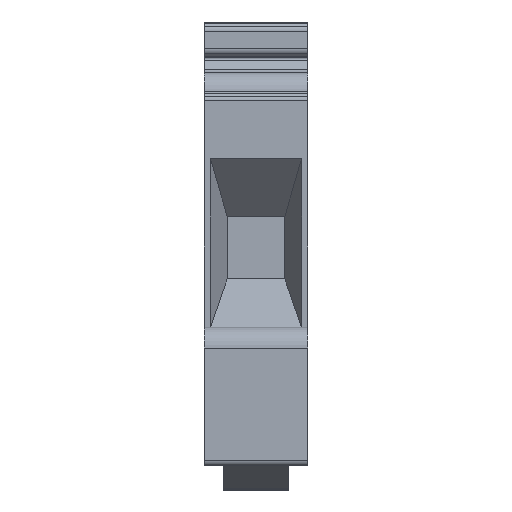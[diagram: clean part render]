
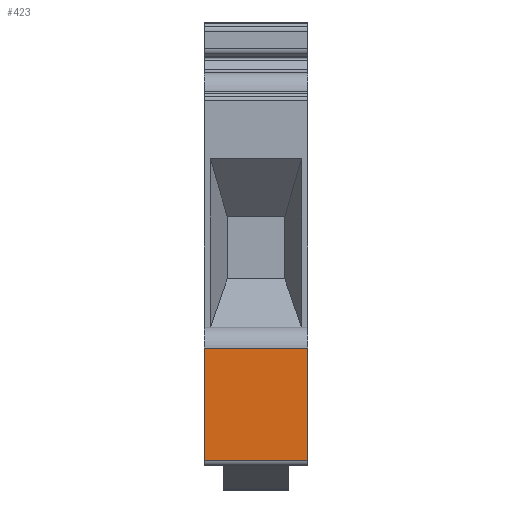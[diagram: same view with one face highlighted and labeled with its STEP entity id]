
A CAD part, left-side view. The second image highlights one B-rep face of the part: STEP entity #423.
In plain terms, the highlighted planar face has unit normal (-1, 0, 0).
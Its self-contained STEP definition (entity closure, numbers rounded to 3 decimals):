
#423 = ADVANCED_FACE( '', ( #921 ), #922, .T. );
#921 = FACE_OUTER_BOUND( '', #1490, .T. );
#922 = PLANE( '', #1491 );
#1490 = EDGE_LOOP( '', ( #2736, #2737, #2738, #2739 ) );
#1491 = AXIS2_PLACEMENT_3D( '', #2740, #2741, #2742 );
#2736 = ORIENTED_EDGE( '', *, *, #3714, .F. );
#2737 = ORIENTED_EDGE( '', *, *, #4034, .F. );
#2738 = ORIENTED_EDGE( '', *, *, #4035, .T. );
#2739 = ORIENTED_EDGE( '', *, *, #4036, .T. );
#2740 = CARTESIAN_POINT( '', ( -27.75, 9.9, -8.79 ) );
#2741 = DIRECTION( '', ( -1., 0., 0. ) );
#2742 = DIRECTION( '', ( 0., 0., 1. ) );
#3714 = EDGE_CURVE( '', #4574, #4576, #4577, .T. );
#4034 = EDGE_CURVE( '', #5052, #4574, #5053, .T. );
#4035 = EDGE_CURVE( '', #5052, #5054, #5055, .T. );
#4036 = EDGE_CURVE( '', #5054, #4576, #5056, .T. );
#4574 = VERTEX_POINT( '', #5745 );
#4576 = VERTEX_POINT( '', #5747 );
#4577 = LINE( '', #5748, #5749 );
#5052 = VERTEX_POINT( '', #6421 );
#5053 = LINE( '', #6422, #6423 );
#5054 = VERTEX_POINT( '', #6424 );
#5055 = LINE( '', #6425, #6426 );
#5056 = LINE( '', #6427, #6428 );
#5745 = CARTESIAN_POINT( '', ( -27.75, 0., -8.79 ) );
#5747 = CARTESIAN_POINT( '', ( -27.75, 0., -19.49 ) );
#5748 = CARTESIAN_POINT( '', ( -27.75, 0., -8.79 ) );
#5749 = VECTOR( '', #7000, 1000. );
#6421 = CARTESIAN_POINT( '', ( -27.75, 9.9, -8.79 ) );
#6422 = CARTESIAN_POINT( '', ( -27.75, 9.9, -8.79 ) );
#6423 = VECTOR( '', #7333, 1000. );
#6424 = CARTESIAN_POINT( '', ( -27.75, 9.9, -19.49 ) );
#6425 = CARTESIAN_POINT( '', ( -27.75, 9.9, -8.79 ) );
#6426 = VECTOR( '', #7334, 1000. );
#6427 = CARTESIAN_POINT( '', ( -27.75, 9.9, -19.49 ) );
#6428 = VECTOR( '', #7335, 1000. );
#7000 = DIRECTION( '', ( 0., 0., -1. ) );
#7333 = DIRECTION( '', ( 0., -1., 0. ) );
#7334 = DIRECTION( '', ( 0., 0., -1. ) );
#7335 = DIRECTION( '', ( 0., -1., 0. ) );
